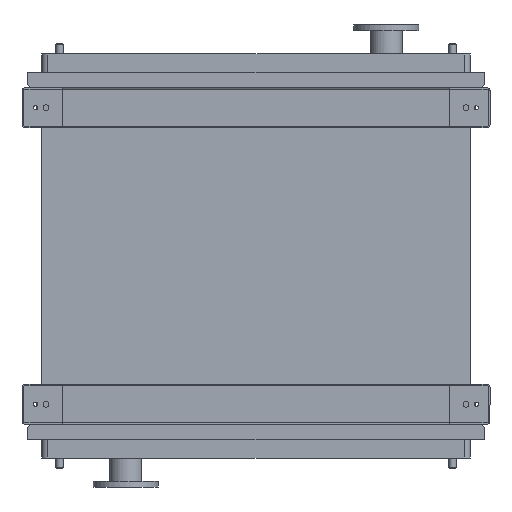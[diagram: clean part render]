
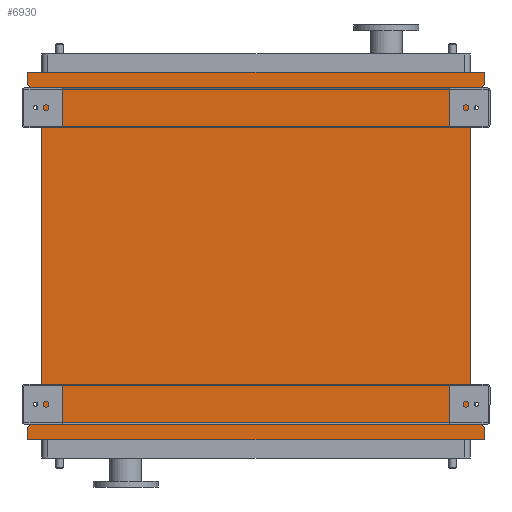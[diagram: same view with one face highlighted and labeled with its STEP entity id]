
A CAD part, front view. The second image highlights one B-rep face of the part: STEP entity #6930.
In plain terms, the highlighted planar face has unit normal (0, -1, 0).
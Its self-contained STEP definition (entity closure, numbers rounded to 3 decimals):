
#35 = ORIENTED_EDGE ( 'NONE', *, *, #13787, .T. ) ;
#904 = VERTEX_POINT ( 'NONE', #5942 ) ;
#1112 = VECTOR ( 'NONE', #9396, 1000. ) ;
#1569 = AXIS2_PLACEMENT_3D ( 'NONE', #12194, #12185, #12132 ) ;
#2345 = VERTEX_POINT ( 'NONE', #20693 ) ;
#2444 = CARTESIAN_POINT ( 'NONE',  ( -725., 0., -1050. ) ) ;
#2536 = DIRECTION ( 'NONE',  ( 1., 0., 0. ) ) ;
#2650 = VERTEX_POINT ( 'NONE', #16737 ) ;
#2766 = CARTESIAN_POINT ( 'NONE',  ( -771., 0., 95. ) ) ;
#3197 = LINE ( 'NONE', #17284, #22374 ) ;
#3700 = VECTOR ( 'NONE', #14985, 1000. ) ;
#3969 = LINE ( 'NONE', #12213, #14106 ) ;
#4040 = FACE_OUTER_BOUND ( 'NONE', #18375, .T. ) ;
#4207 = LINE ( 'NONE', #2766, #18778 ) ;
#4608 = ORIENTED_EDGE ( 'NONE', *, *, #14100, .F. ) ;
#5231 = CARTESIAN_POINT ( 'NONE',  ( 725., 0., -1050. ) ) ;
#5872 = VERTEX_POINT ( 'NONE', #5231 ) ;
#5942 = CARTESIAN_POINT ( 'NONE',  ( 771., 0., 95. ) ) ;
#6009 = ORIENTED_EDGE ( 'NONE', *, *, #13934, .F. ) ;
#6930 = ADVANCED_FACE ( 'NONE', ( #4040 ), #12250, .T. ) ;
#7108 = VECTOR ( 'NONE', #9842, 1000. ) ;
#7635 = CARTESIAN_POINT ( 'NONE',  ( 725., 0., -1050. ) ) ;
#7782 = ORIENTED_EDGE ( 'NONE', *, *, #13980, .F. ) ;
#7973 = DIRECTION ( 'NONE',  ( 0.655, 0., -0.755 ) ) ;
#8411 = VERTEX_POINT ( 'NONE', #20788 ) ;
#8412 = DIRECTION ( 'NONE',  ( 0., 0., -1. ) ) ;
#8697 = CARTESIAN_POINT ( 'NONE',  ( 771., 0., -1103. ) ) ;
#9201 = LINE ( 'NONE', #8697, #14403 ) ;
#9280 = CARTESIAN_POINT ( 'NONE',  ( 771., 0., -1103. ) ) ;
#9299 = CARTESIAN_POINT ( 'NONE',  ( 771., 0., -1145. ) ) ;
#9330 = DIRECTION ( 'NONE',  ( -1., 0., 0. ) ) ;
#9347 = CARTESIAN_POINT ( 'NONE',  ( -771., 0., -1145. ) ) ;
#9396 = DIRECTION ( 'NONE',  ( 0., 0., 1. ) ) ;
#9795 = DIRECTION ( 'NONE',  ( 0.655, 0., 0.755 ) ) ;
#9842 = DIRECTION ( 'NONE',  ( -0.655, 0., 0.755 ) ) ;
#9873 = CARTESIAN_POINT ( 'NONE',  ( -725., 0., 0. ) ) ;
#9880 = ORIENTED_EDGE ( 'NONE', *, *, #13860, .F. ) ;
#10317 = CARTESIAN_POINT ( 'NONE',  ( -771., 0., -1103. ) ) ;
#10972 = CARTESIAN_POINT ( 'NONE',  ( -771., 0., 53. ) ) ;
#11164 = DIRECTION ( 'NONE',  ( 0., 0., 1. ) ) ;
#11491 = CARTESIAN_POINT ( 'NONE',  ( -771., 0., 95. ) ) ;
#11604 = LINE ( 'NONE', #10317, #21000 ) ;
#11632 = VERTEX_POINT ( 'NONE', #15765 ) ;
#11921 = VECTOR ( 'NONE', #13742, 1000. ) ;
#11990 = EDGE_CURVE ( 'NONE', #21261, #904, #4207, .T. ) ;
#12132 = DIRECTION ( 'NONE',  ( 0., 0., -1. ) ) ;
#12178 = DIRECTION ( 'NONE',  ( 0., 0., -1. ) ) ;
#12185 = DIRECTION ( 'NONE',  ( 0., -1., 0. ) ) ;
#12194 = CARTESIAN_POINT ( 'NONE',  ( -725., 0., -1050. ) ) ;
#12213 = CARTESIAN_POINT ( 'NONE',  ( 771., 0., 95. ) ) ;
#12250 = PLANE ( 'NONE',  #1569 ) ;
#12311 = VERTEX_POINT ( 'NONE', #2444 ) ;
#12624 = VERTEX_POINT ( 'NONE', #23103 ) ;
#12834 = LINE ( 'NONE', #10972, #17966 ) ;
#12930 = ORIENTED_EDGE ( 'NONE', *, *, #14019, .F. ) ;
#12976 = EDGE_CURVE ( 'NONE', #12311, #12624, #3197, .T. ) ;
#13382 = CARTESIAN_POINT ( 'NONE',  ( 771., 0., 53. ) ) ;
#13742 = DIRECTION ( 'NONE',  ( -0.655, 0., -0.755 ) ) ;
#13787 = EDGE_CURVE ( 'NONE', #5872, #2650, #13797, .T. ) ;
#13797 = LINE ( 'NONE', #15274, #3700 ) ;
#13860 = EDGE_CURVE ( 'NONE', #2345, #2650, #16578, .T. ) ;
#13897 = EDGE_CURVE ( 'NONE', #904, #2345, #3969, .T. ) ;
#13934 = EDGE_CURVE ( 'NONE', #17213, #21261, #12834, .T. ) ;
#13977 = EDGE_CURVE ( 'NONE', #12624, #17213, #16849, .T. ) ;
#13980 = EDGE_CURVE ( 'NONE', #8411, #12311, #11604, .T. ) ;
#14019 = EDGE_CURVE ( 'NONE', #11632, #8411, #20470, .T. ) ;
#14023 = EDGE_CURVE ( 'NONE', #23538, #11632, #15655, .T. ) ;
#14057 = EDGE_CURVE ( 'NONE', #21527, #23538, #9201, .T. ) ;
#14100 = EDGE_CURVE ( 'NONE', #5872, #21527, #18804, .T. ) ;
#14106 = VECTOR ( 'NONE', #12178, 1000. ) ;
#14196 = ORIENTED_EDGE ( 'NONE', *, *, #14023, .F. ) ;
#14403 = VECTOR ( 'NONE', #8412, 1000. ) ;
#14985 = DIRECTION ( 'NONE',  ( 0., 0., 1. ) ) ;
#15119 = ORIENTED_EDGE ( 'NONE', *, *, #13897, .F. ) ;
#15274 = CARTESIAN_POINT ( 'NONE',  ( 725., 0., -1050. ) ) ;
#15655 = LINE ( 'NONE', #9299, #19929 ) ;
#15765 = CARTESIAN_POINT ( 'NONE',  ( -771., 0., -1145. ) ) ;
#16578 = LINE ( 'NONE', #13382, #11921 ) ;
#16737 = CARTESIAN_POINT ( 'NONE',  ( 725., 0., 0. ) ) ;
#16849 = LINE ( 'NONE', #9873, #7108 ) ;
#16925 = ORIENTED_EDGE ( 'NONE', *, *, #13977, .F. ) ;
#17094 = CARTESIAN_POINT ( 'NONE',  ( -771., 0., 53. ) ) ;
#17213 = VERTEX_POINT ( 'NONE', #17094 ) ;
#17284 = CARTESIAN_POINT ( 'NONE',  ( -725., 0., -1050. ) ) ;
#17448 = DIRECTION ( 'NONE',  ( 0., 0., 1. ) ) ;
#17966 = VECTOR ( 'NONE', #11164, 1000. ) ;
#18375 = EDGE_LOOP ( 'NONE', ( #35, #9880, #15119, #20554, #6009, #16925, #21589, #7782, #12930, #14196, #23632, #4608 ) ) ;
#18778 = VECTOR ( 'NONE', #2536, 1000. ) ;
#18804 = LINE ( 'NONE', #7635, #23300 ) ;
#19929 = VECTOR ( 'NONE', #9330, 1000. ) ;
#20470 = LINE ( 'NONE', #9347, #1112 ) ;
#20554 = ORIENTED_EDGE ( 'NONE', *, *, #11990, .F. ) ;
#20693 = CARTESIAN_POINT ( 'NONE',  ( 771., 0., 53. ) ) ;
#20788 = CARTESIAN_POINT ( 'NONE',  ( -771., 0., -1103. ) ) ;
#21000 = VECTOR ( 'NONE', #9795, 1000. ) ;
#21054 = CARTESIAN_POINT ( 'NONE',  ( 771., 0., -1145. ) ) ;
#21261 = VERTEX_POINT ( 'NONE', #11491 ) ;
#21527 = VERTEX_POINT ( 'NONE', #9280 ) ;
#21589 = ORIENTED_EDGE ( 'NONE', *, *, #12976, .F. ) ;
#22374 = VECTOR ( 'NONE', #17448, 1000. ) ;
#23103 = CARTESIAN_POINT ( 'NONE',  ( -725., 0., 0. ) ) ;
#23300 = VECTOR ( 'NONE', #7973, 1000. ) ;
#23538 = VERTEX_POINT ( 'NONE', #21054 ) ;
#23632 = ORIENTED_EDGE ( 'NONE', *, *, #14057, .F. ) ;
